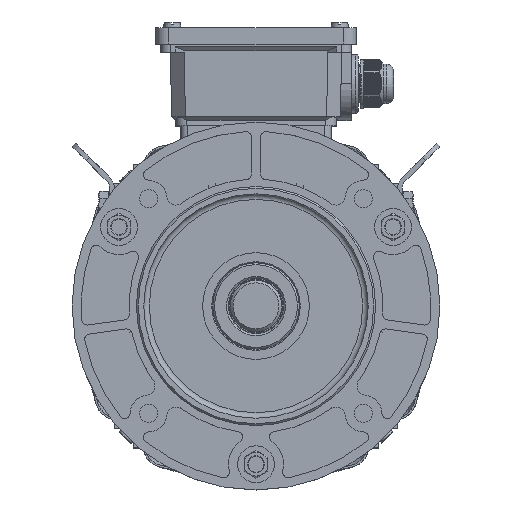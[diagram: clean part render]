
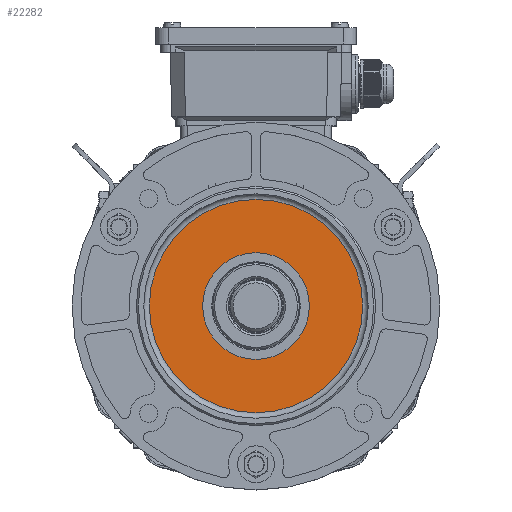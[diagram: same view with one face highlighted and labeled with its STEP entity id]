
A CAD part, top view. The second image highlights one B-rep face of the part: STEP entity #22282.
In plain terms, the highlighted planar face has unit normal (0, 0, 1).
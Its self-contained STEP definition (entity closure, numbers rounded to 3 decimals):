
#6968=PLANE('',#80009);
#22282=ADVANCED_FACE('',(#26722,#26723),#6968,.F.);
#26722=FACE_BOUND('',#31392,.T.);
#26723=FACE_BOUND('',#31393,.T.);
#31392=EDGE_LOOP('',(#51985));
#31393=EDGE_LOOP('',(#51986));
#51985=ORIENTED_EDGE('',*,*,#70162,.F.);
#51986=ORIENTED_EDGE('',*,*,#70161,.T.);
#59726=VERTEX_POINT('',#165529);
#59727=VERTEX_POINT('',#165532);
#70161=EDGE_CURVE('',#59726,#59726,#73324,.T.);
#70162=EDGE_CURVE('',#59727,#59727,#73325,.T.);
#73324=CIRCLE('',#80006,29.);
#73325=CIRCLE('',#80008,58.);
#80006=AXIS2_PLACEMENT_3D('',#165528,#99047,#99048);
#80008=AXIS2_PLACEMENT_3D('',#165531,#99051,#99052);
#80009=AXIS2_PLACEMENT_3D('',#165533,#99053,#99054);
#99047=DIRECTION('',(0.,0.,-1.));
#99048=DIRECTION('',(-1.,0.,0.));
#99051=DIRECTION('',(0.,0.,-1.));
#99052=DIRECTION('',(-1.,0.,0.));
#99053=DIRECTION('',(0.,0.,-1.));
#99054=DIRECTION('',(1.,0.,0.));
#165528=CARTESIAN_POINT('',(0.,0.,231.));
#165529=CARTESIAN_POINT('',(-29.,0.,231.));
#165531=CARTESIAN_POINT('',(0.,0.,231.));
#165532=CARTESIAN_POINT('',(-58.,0.,231.));
#165533=CARTESIAN_POINT('',(0.,29.,231.));
